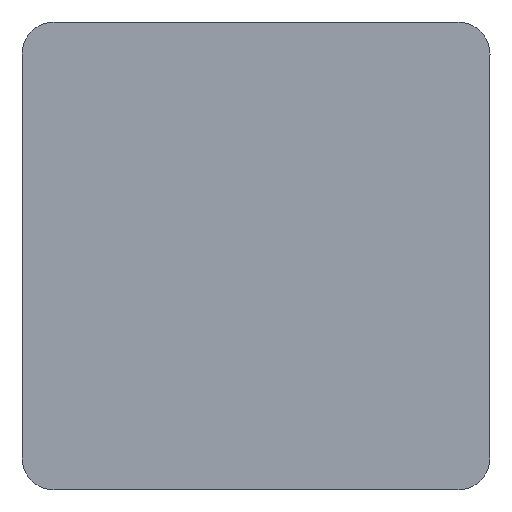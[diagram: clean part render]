
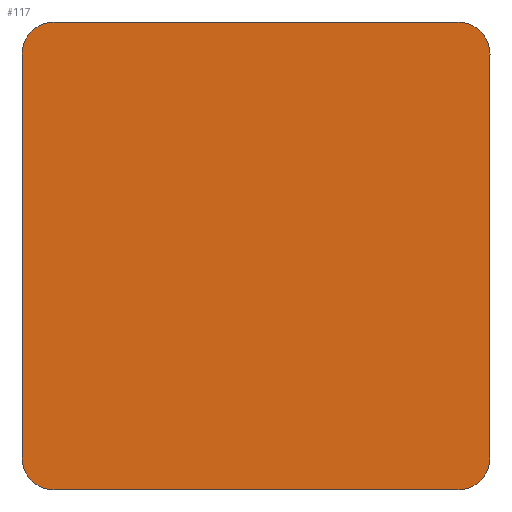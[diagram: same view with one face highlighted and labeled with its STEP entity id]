
A CAD part, top view. The second image highlights one B-rep face of the part: STEP entity #117.
In plain terms, the highlighted planar face has unit normal (0, 0, 1).
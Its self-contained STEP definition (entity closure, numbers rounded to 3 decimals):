
#83=EDGE_CURVE('',#133,#147,#202,.T.);
#85=VERTEX_POINT('',#204);
#101=EDGE_CURVE('',#147,#169,#221,.T.);
#109=VERTEX_POINT('',#230);
#111=EDGE_CURVE('',#129,#85,#232,.T.);
#113=EDGE_CURVE('',#85,#109,#234,.T.);
#117=ADVANCED_FACE('',(#239),#240,.T.);
#121=EDGE_CURVE('',#169,#159,#244,.T.);
#129=VERTEX_POINT('',#253);
#133=VERTEX_POINT('',#258);
#147=VERTEX_POINT('',#272);
#149=VERTEX_POINT('',#274);
#157=EDGE_CURVE('',#109,#149,#284,.T.);
#159=VERTEX_POINT('',#286);
#161=EDGE_CURVE('',#149,#133,#288,.T.);
#169=VERTEX_POINT('',#296);
#173=EDGE_CURVE('',#159,#129,#300,.T.);
#202=CIRCLE('',#323,0.4);
#204=CARTESIAN_POINT('',(5.43,5.83,0.0));
#221=LINE('',#350,#351);
#230=CARTESIAN_POINT('',(0.4,5.83,0.0));
#232=CIRCLE('',#367,0.4);
#234=LINE('',#370,#371);
#239=FACE_OUTER_BOUND('',#376,.T.);
#240=PLANE('',#377);
#244=CIRCLE('',#383,0.4);
#253=CARTESIAN_POINT('',(5.83,5.43,0.0));
#258=CARTESIAN_POINT('',(0.0,0.4,0.0));
#272=CARTESIAN_POINT('',(0.4,0.0,0.0));
#274=CARTESIAN_POINT('',(0.,5.43,0.0));
#284=CIRCLE('',#433,0.4);
#286=CARTESIAN_POINT('',(5.83,0.4,0.0));
#288=LINE('',#438,#439);
#296=CARTESIAN_POINT('',(5.43,0.0,0.0));
#300=LINE('',#456,#457);
#323=AXIS2_PLACEMENT_3D('',#476,#477,#478);
#350=CARTESIAN_POINT('',(0.4,0.0,0.0));
#351=VECTOR('',#492,1.0);
#367=AXIS2_PLACEMENT_3D('',#503,#504,#505);
#370=CARTESIAN_POINT('',(5.43,5.83,0.0));
#371=VECTOR('',#506,1.0);
#376=EDGE_LOOP('',(#516,#517,#518,#519,#520,#521,#522,#523));
#377=AXIS2_PLACEMENT_3D('',#524,#525,#526);
#383=AXIS2_PLACEMENT_3D('',#530,#531,#532);
#433=AXIS2_PLACEMENT_3D('',#572,#573,#574);
#438=CARTESIAN_POINT('',(0.0,5.43,0.0));
#439=VECTOR('',#575,1.0);
#456=CARTESIAN_POINT('',(5.83,0.4,0.0));
#457=VECTOR('',#578,1.0);
#476=CARTESIAN_POINT('',(0.4,0.4,0.0));
#477=DIRECTION('',(0.0,0.0,1.0));
#478=DIRECTION('',(-1.0,0.,0.0));
#492=DIRECTION('',(1.0,0.0,0.0));
#503=CARTESIAN_POINT('',(5.43,5.43,0.0));
#504=DIRECTION('',(0.0,-0.0,1.0));
#505=DIRECTION('',(1.0,0.,0.0));
#506=DIRECTION('',(-1.0,0.0,0.0));
#516=ORIENTED_EDGE('',*,*,#101,.T.);
#517=ORIENTED_EDGE('',*,*,#121,.T.);
#518=ORIENTED_EDGE('',*,*,#173,.T.);
#519=ORIENTED_EDGE('',*,*,#111,.T.);
#520=ORIENTED_EDGE('',*,*,#113,.T.);
#521=ORIENTED_EDGE('',*,*,#157,.T.);
#522=ORIENTED_EDGE('',*,*,#161,.T.);
#523=ORIENTED_EDGE('',*,*,#83,.T.);
#524=CARTESIAN_POINT('',(2.915,2.915,0.0));
#525=DIRECTION('',(0.0,0.0,1.0));
#526=DIRECTION('',(1.0,0.0,0.0));
#530=CARTESIAN_POINT('',(5.43,0.4,0.0));
#531=DIRECTION('',(0.0,0.0,1.0));
#532=DIRECTION('',(0.,-1.0,0.0));
#572=CARTESIAN_POINT('',(0.4,5.43,0.0));
#573=DIRECTION('',(0.0,0.0,1.0));
#574=DIRECTION('',(0.,1.0,0.0));
#575=DIRECTION('',(0.0,-1.0,0.0));
#578=DIRECTION('',(0.0,1.0,0.0));
